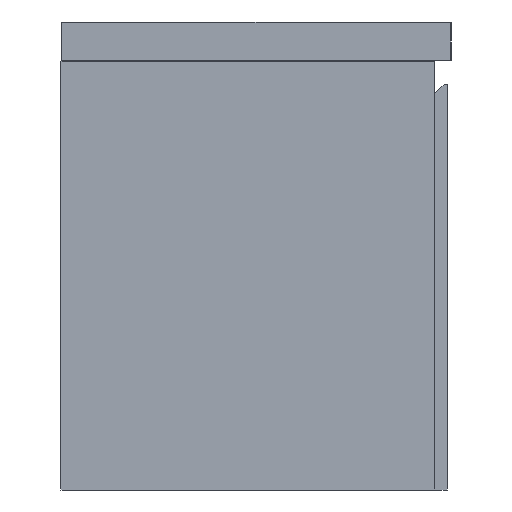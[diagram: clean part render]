
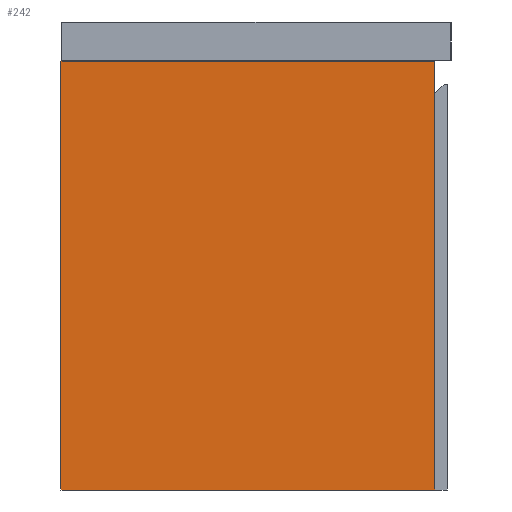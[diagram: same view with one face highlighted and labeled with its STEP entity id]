
A CAD part, left-side view. The second image highlights one B-rep face of the part: STEP entity #242.
In plain terms, the highlighted planar face has unit normal (-1, 0, 0).
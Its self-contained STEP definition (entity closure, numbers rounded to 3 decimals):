
#242=ADVANCED_FACE('',(#320),#1211,.T.);
#320=FACE_OUTER_BOUND('',#398,.T.);
#398=EDGE_LOOP('',(#512,#513,#514,#515));
#512=ORIENTED_EDGE('',*,*,#823,.F.);
#513=ORIENTED_EDGE('',*,*,#810,.T.);
#514=ORIENTED_EDGE('',*,*,#821,.T.);
#515=ORIENTED_EDGE('',*,*,#822,.F.);
#810=EDGE_CURVE('',#1113,#1112,#973,.T.);
#821=EDGE_CURVE('',#1112,#1120,#984,.T.);
#822=EDGE_CURVE('',#1121,#1120,#985,.T.);
#823=EDGE_CURVE('',#1113,#1121,#986,.T.);
#973=B_SPLINE_CURVE_WITH_KNOTS('',1,(#1641,#1642),.UNSPECIFIED.,.F.,.F.,
(2,2),(-550.,0.),.UNSPECIFIED.);
#984=B_SPLINE_CURVE_WITH_KNOTS('',1,(#1663,#1664),.UNSPECIFIED.,.F.,.F.,
(2,2),(-479.,0.),.UNSPECIFIED.);
#985=B_SPLINE_CURVE_WITH_KNOTS('',1,(#1665,#1666),.UNSPECIFIED.,.F.,.F.,
(2,2),(-550.,0.),.UNSPECIFIED.);
#986=B_SPLINE_CURVE_WITH_KNOTS('',1,(#1667,#1668),.UNSPECIFIED.,.F.,.F.,
(2,2),(-479.,0.),.UNSPECIFIED.);
#1112=VERTEX_POINT('',#1621);
#1113=VERTEX_POINT('',#1622);
#1120=VERTEX_POINT('',#1629);
#1121=VERTEX_POINT('',#1630);
#1211=PLANE('',#1395);
#1395=AXIS2_PLACEMENT_3D('',#1610,#1484,$);
#1484=DIRECTION('',(-1.,0.,0.));
#1610=CARTESIAN_POINT('',(-594.,-330.,526.9));
#1621=CARTESIAN_POINT('',(-594.,275.,479.));
#1622=CARTESIAN_POINT('',(-594.,-275.,479.));
#1629=CARTESIAN_POINT('',(-594.,275.,0.));
#1630=CARTESIAN_POINT('',(-594.,-275.,0.));
#1641=CARTESIAN_POINT('',(-594.,-275.,479.));
#1642=CARTESIAN_POINT('',(-594.,275.,479.));
#1663=CARTESIAN_POINT('',(-594.,275.,479.));
#1664=CARTESIAN_POINT('',(-594.,275.,0.));
#1665=CARTESIAN_POINT('',(-594.,-275.,0.));
#1666=CARTESIAN_POINT('',(-594.,275.,0.));
#1667=CARTESIAN_POINT('',(-594.,-275.,479.));
#1668=CARTESIAN_POINT('',(-594.,-275.,0.));
